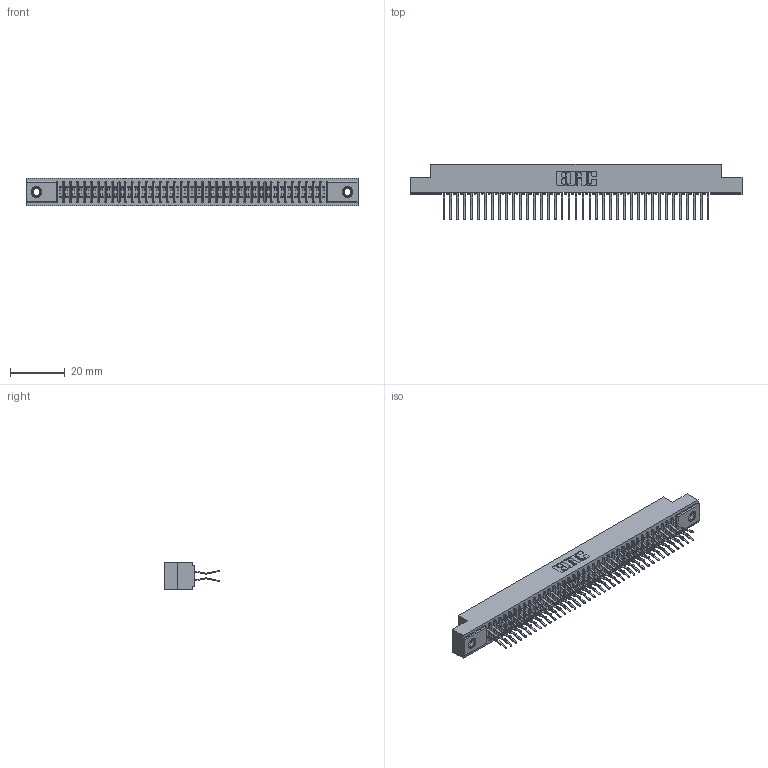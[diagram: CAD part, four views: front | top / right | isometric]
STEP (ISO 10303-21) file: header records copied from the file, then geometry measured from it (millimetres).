
FILE_DESCRIPTION (( 'STEP AP203' ), '1' );
FILE_NAME ('341-078-560-207.STEP', '2018-08-07T21:30:05', ( '' ), ( '' ), 'SwSTEP 2.0', 'SolidWorks 2016', '' );
FILE_SCHEMA (( 'CONFIG_CONTROL_DESIGN' ));
Length unit declared in the file: inch
Products named in the file (4): 341 Part_.156 (3.96) Dia Mounting Holes; 341-292-001_341-292-160; 345-250-001_345-250-005-103; 341-078-560-207
Assembly tree (81 placements, depth 2):
  341-078-560-207
    341 Part_.156 (3.96) Dia Mounting Holes
    341-292-001_341-292-160  x78
    345-250-001_345-250-005-103  x2
Bounding box: 121.28 x 20.37 x 10.16 mm (x, y, z)
Volume: 9017.6 mm3; surface area: 16525.2 mm2
Topology: 81 solids, 81 shells, 5636 faces, 16325 edges, 10586 vertices
Faces by surface type: plane 3220, cylinder 2244, sphere 80, torus 80, cone 12
Entity records: 48923 total; most frequent: CARTESIAN_POINT 8116, ORIENTED_EDGE 8058, DIRECTION 7893, EDGE_CURVE 4029, VECTOR 3243, LINE 3243, VERTEX_POINT 2548, AXIS2_PLACEMENT_3D 2325
